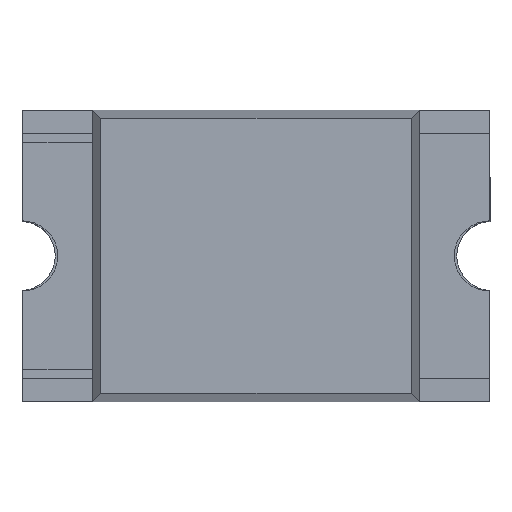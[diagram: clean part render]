
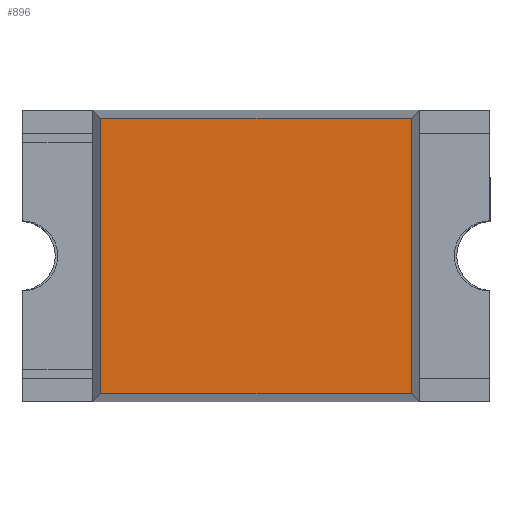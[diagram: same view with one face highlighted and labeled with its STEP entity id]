
A CAD part, top view. The second image highlights one B-rep face of the part: STEP entity #896.
In plain terms, the highlighted planar face has unit normal (0, 0, 1).
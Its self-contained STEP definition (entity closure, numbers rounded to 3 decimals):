
#257 = DIRECTION ( 'NONE',  ( 0., 1., 0. ) ) ;
#459 = CARTESIAN_POINT ( 'NONE',  ( 0.665, 0.59, 1. ) ) ;
#656 = EDGE_CURVE ( 'NONE', #3856, #2330, #3530, .T. ) ;
#662 = VECTOR ( 'NONE', #257, 1000. ) ;
#896 = ADVANCED_FACE ( 'NONE', ( #1136 ), #3916, .T. ) ;
#1136 = FACE_OUTER_BOUND ( 'NONE', #3332, .T. ) ;
#1191 = LINE ( 'NONE', #3989, #1213 ) ;
#1213 = VECTOR ( 'NONE', #2935, 1000. ) ;
#1244 = AXIS2_PLACEMENT_3D ( 'NONE', #2506, #3588, #2183 ) ;
#1638 = ORIENTED_EDGE ( 'NONE', *, *, #656, .T. ) ;
#1644 = CARTESIAN_POINT ( 'NONE',  ( 0.665, -0.59, 1. ) ) ;
#1736 = ORIENTED_EDGE ( 'NONE', *, *, #3878, .T. ) ;
#2041 = VERTEX_POINT ( 'NONE', #2899 ) ;
#2183 = DIRECTION ( 'NONE',  ( 1., 0., 0. ) ) ;
#2276 = LINE ( 'NONE', #3900, #4501 ) ;
#2330 = VERTEX_POINT ( 'NONE', #459 ) ;
#2452 = ORIENTED_EDGE ( 'NONE', *, *, #3123, .T. ) ;
#2506 = CARTESIAN_POINT ( 'NONE',  ( 0., 0., 1. ) ) ;
#2883 = CARTESIAN_POINT ( 'NONE',  ( -0.665, -0.59, 1. ) ) ;
#2899 = CARTESIAN_POINT ( 'NONE',  ( -0.665, 0.59, 1. ) ) ;
#2935 = DIRECTION ( 'NONE',  ( -1., 0., 0. ) ) ;
#2985 = LINE ( 'NONE', #4437, #3182 ) ;
#3123 = EDGE_CURVE ( 'NONE', #2330, #2041, #1191, .T. ) ;
#3182 = VECTOR ( 'NONE', #4093, 1000. ) ;
#3271 = ORIENTED_EDGE ( 'NONE', *, *, #4028, .T. ) ;
#3332 = EDGE_LOOP ( 'NONE', ( #1638, #2452, #3271, #1736 ) ) ;
#3346 = VERTEX_POINT ( 'NONE', #2883 ) ;
#3530 = LINE ( 'NONE', #4065, #662 ) ;
#3588 = DIRECTION ( 'NONE',  ( 0., 0., 1. ) ) ;
#3638 = DIRECTION ( 'NONE',  ( 0., -1., 0. ) ) ;
#3856 = VERTEX_POINT ( 'NONE', #1644 ) ;
#3878 = EDGE_CURVE ( 'NONE', #3346, #3856, #2985, .T. ) ;
#3900 = CARTESIAN_POINT ( 'NONE',  ( -0.665, 0.625, 1. ) ) ;
#3916 = PLANE ( 'NONE',  #1244 ) ;
#3989 = CARTESIAN_POINT ( 'NONE',  ( -0.7, 0.59, 1. ) ) ;
#4028 = EDGE_CURVE ( 'NONE', #2041, #3346, #2276, .T. ) ;
#4065 = CARTESIAN_POINT ( 'NONE',  ( 0.665, 0.625, 1. ) ) ;
#4093 = DIRECTION ( 'NONE',  ( 1., 0., 0. ) ) ;
#4437 = CARTESIAN_POINT ( 'NONE',  ( -0.7, -0.59, 1. ) ) ;
#4501 = VECTOR ( 'NONE', #3638, 1000. ) ;
